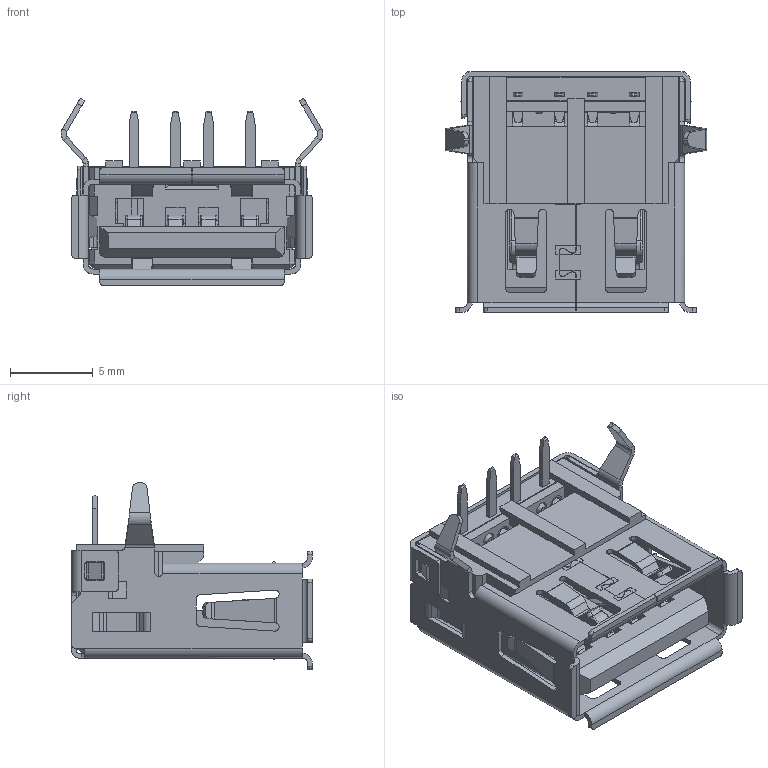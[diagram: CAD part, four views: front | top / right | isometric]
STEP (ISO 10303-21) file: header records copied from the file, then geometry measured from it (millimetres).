
FILE_DESCRIPTION(/* description */ ('Unknown'),/* implementation_level */ '2;1');
FILE_NAME(/* name */ 'WE-EPLE',/* time_stamp */ '2018-05-23T08:35:42+02:00',/* author */ ('Unknown'),/* organization */ ('Unknown'),/* preprocessor_version */ 'ST-DEVELOPER v16.7',/* originating_system */ 'DEX',/* authorisation */ $);
FILE_SCHEMA (('AUTOMOTIVE_DESIGN {1 0 10303 214 3 1 1}'));
Length unit declared in the file: millimetre
Products named in the file (25): WE-COM USB EPLE Type A THT; Assem-100510_0; Assem-100510_1; Assem-100510_3; Assem-100510_4; Assem-100510_5; Assem-100510_6; Assem-100510_7; Assem-100510_8; Assem-100510_9; Assem-100510_10; Assem-100510_12; Assem-100510_13; Assem-100510_14; Assem-100510_15; Assem-100510_16; Assem-100510_17; Assem-100510_18; Assem-100510_19; Assem-100510_20; Assem-100510_21; Assem-100510_22; Assem-100510_23; Assem-100510_24; Assem-100510_25
Assembly tree (42 placements, depth 2):
  WE-COM USB EPLE Type A THT
    Assem-100510_0
    Assem-100510_1  x8
    Assem-100510_3  x4
    Assem-100510_4
    Assem-100510_5
    Assem-100510_6
    Assem-100510_7
    Assem-100510_8
    Assem-100510_9  x6
    Assem-100510_10
    Assem-100510_12
    Assem-100510_13
    Assem-100510_14
    Assem-100510_15
    Assem-100510_16
    Assem-100510_17  x4
    Assem-100510_18
    Assem-100510_19
    Assem-100510_20
    Assem-100510_21
    Assem-100510_22
    Assem-100510_23
    Assem-100510_24
    Assem-100510_25
Bounding box: 15.76 x 14.5 x 11.29 mm (x, y, z)
Volume: 388.4 mm3; surface area: 2383.1 mm2
Topology: 41 solids, 42 shells, 1552 faces, 4224 edges, 2765 vertices
Faces by surface type: plane 1122, cylinder 398, bspline 18, torus 12, cone 2
Full cylindrical faces by diameter (mm): 0.3 x1, 0.365 x1, 0.5 x2, 0.7 x2, 0.8 x10, 1 x16
Entity records: 45252 total; most frequent: CARTESIAN_POINT 7358, ORIENTED_EDGE 6612, DIRECTION 6227, EDGE_CURVE 3308, LINE 2619, VECTOR 2619, VERTEX_POINT 2170, AXIS2_PLACEMENT_3D 1804
